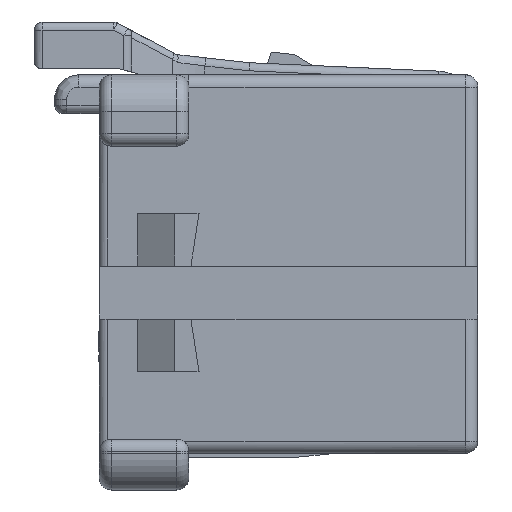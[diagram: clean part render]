
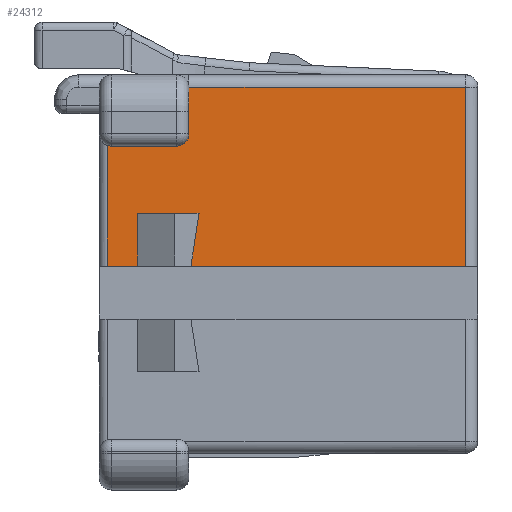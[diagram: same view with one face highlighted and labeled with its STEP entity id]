
A CAD part, left-side view. The second image highlights one B-rep face of the part: STEP entity #24312.
In plain terms, the highlighted planar face has unit normal (-1, 0, 0).
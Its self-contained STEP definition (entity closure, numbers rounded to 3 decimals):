
#663=CARTESIAN_POINT('',(-10.8,0.3,4.8));
#664=VERTEX_POINT('',#663);
#672=CARTESIAN_POINT('',(-10.8,0.3,0.4));
#673=VERTEX_POINT('',#672);
#674=CARTESIAN_POINT('',(-10.8,0.3,4.8));
#675=DIRECTION('',(0.,0.,-1.));
#676=VECTOR('',#675,4.4);
#677=LINE('',#674,#676);
#678=EDGE_CURVE('',#664,#673,#677,.T.);
#24087=CARTESIAN_POINT('',(-10.8,7.1,4.8));
#24088=VERTEX_POINT('',#24087);
#24121=CARTESIAN_POINT('',(-10.8,7.1,3.65));
#24122=VERTEX_POINT('',#24121);
#24123=CARTESIAN_POINT('',(-10.8,7.1,3.65));
#24124=DIRECTION('',(0.,0.,1.));
#24125=VECTOR('',#24124,1.15);
#24126=LINE('',#24123,#24125);
#24127=EDGE_CURVE('',#24122,#24088,#24126,.T.);
#24152=CARTESIAN_POINT('',(-10.8,7.4,3.35));
#24153=VERTEX_POINT('',#24152);
#24154=CARTESIAN_POINT('',(-10.8,7.4,3.65));
#24155=DIRECTION('',(0.,0.,-1.));
#24156=DIRECTION('',(-1.,0.,0.));
#24157=AXIS2_PLACEMENT_3D('',#24154,#24156,#24155);
#24158=CIRCLE('',#24157,0.3);
#24159=EDGE_CURVE('',#24153,#24122,#24158,.T.);
#24185=CARTESIAN_POINT('',(-10.8,9.,3.35));
#24186=VERTEX_POINT('',#24185);
#24187=CARTESIAN_POINT('',(-10.8,9.,3.35));
#24188=DIRECTION('',(0.,-1.,0.));
#24189=VECTOR('',#24188,1.6);
#24190=LINE('',#24187,#24189);
#24191=EDGE_CURVE('',#24186,#24153,#24190,.T.);
#24225=CARTESIAN_POINT('',(-10.8,9.1,3.367));
#24226=VERTEX_POINT('',#24225);
#24238=CARTESIAN_POINT('',(-10.8,9.,3.65));
#24239=DIRECTION('',(0.,0.333,-0.943));
#24240=DIRECTION('',(-1.,0.,0.));
#24241=AXIS2_PLACEMENT_3D('',#24238,#24240,#24239);
#24242=CIRCLE('',#24241,0.3);
#24243=EDGE_CURVE('',#24226,#24186,#24242,.T.);
#24248=CARTESIAN_POINT('',(-10.8,0.,5.1));
#24249=DIRECTION('',(0.,1.,0.));
#24250=DIRECTION('',(-1.,0.,0.));
#24251=AXIS2_PLACEMENT_3D('',#24248,#24250,#24249);
#24252=PLANE('',#24251);
#24253=CARTESIAN_POINT('',(-10.8,9.1,0.4));
#24254=VERTEX_POINT('',#24253);
#24255=CARTESIAN_POINT('',(-10.8,8.35,0.4));
#24256=VERTEX_POINT('',#24255);
#24257=CARTESIAN_POINT('',(-10.8,9.1,0.4));
#24258=DIRECTION('',(0.,-1.,0.));
#24259=VECTOR('',#24258,0.75);
#24260=LINE('',#24257,#24259);
#24261=EDGE_CURVE('',#24254,#24256,#24260,.T.);
#24262=ORIENTED_EDGE('',*,*,#24261,.T.);
#24263=CARTESIAN_POINT('',(-10.8,8.35,1.7));
#24264=VERTEX_POINT('',#24263);
#24265=CARTESIAN_POINT('',(-10.8,8.35,0.4));
#24266=DIRECTION('',(0.,0.,1.));
#24267=VECTOR('',#24266,1.3);
#24268=LINE('',#24265,#24267);
#24269=EDGE_CURVE('',#24256,#24264,#24268,.T.);
#24270=ORIENTED_EDGE('',*,*,#24269,.T.);
#24271=CARTESIAN_POINT('',(-10.8,6.85,1.7));
#24272=VERTEX_POINT('',#24271);
#24273=CARTESIAN_POINT('',(-10.8,8.35,1.7));
#24274=DIRECTION('',(0.,-1.,0.));
#24275=VECTOR('',#24274,1.5);
#24276=LINE('',#24273,#24275);
#24277=EDGE_CURVE('',#24264,#24272,#24276,.T.);
#24278=ORIENTED_EDGE('',*,*,#24277,.T.);
#24279=CARTESIAN_POINT('',(-10.8,7.05,0.4));
#24280=VERTEX_POINT('',#24279);
#24281=CARTESIAN_POINT('',(-10.8,6.85,1.7));
#24282=DIRECTION('',(0.,0.152,-0.988));
#24283=VECTOR('',#24282,1.315);
#24284=LINE('',#24281,#24283);
#24285=EDGE_CURVE('',#24272,#24280,#24284,.T.);
#24286=ORIENTED_EDGE('',*,*,#24285,.T.);
#24287=CARTESIAN_POINT('',(-10.8,7.05,0.4));
#24288=DIRECTION('',(0.,-1.,0.));
#24289=VECTOR('',#24288,6.75);
#24290=LINE('',#24287,#24289);
#24291=EDGE_CURVE('',#24280,#673,#24290,.T.);
#24292=ORIENTED_EDGE('',*,*,#24291,.T.);
#24293=ORIENTED_EDGE('',*,*,#678,.F.);
#24294=CARTESIAN_POINT('',(-10.8,0.3,4.8));
#24295=DIRECTION('',(0.,1.,0.));
#24296=VECTOR('',#24295,6.8);
#24297=LINE('',#24294,#24296);
#24298=EDGE_CURVE('',#664,#24088,#24297,.T.);
#24299=ORIENTED_EDGE('',*,*,#24298,.T.);
#24300=ORIENTED_EDGE('',*,*,#24127,.F.);
#24301=ORIENTED_EDGE('',*,*,#24159,.F.);
#24302=ORIENTED_EDGE('',*,*,#24191,.F.);
#24303=ORIENTED_EDGE('',*,*,#24243,.F.);
#24304=CARTESIAN_POINT('',(-10.8,9.1,3.367));
#24305=DIRECTION('',(0.,0.,-1.));
#24306=VECTOR('',#24305,2.967);
#24307=LINE('',#24304,#24306);
#24308=EDGE_CURVE('',#24226,#24254,#24307,.T.);
#24309=ORIENTED_EDGE('',*,*,#24308,.T.);
#24310=EDGE_LOOP('',(#24262,#24270,#24278,#24286,#24292,#24293,#24299,#24300,#24301,#24302,#24303,#24309));
#24311=FACE_OUTER_BOUND('',#24310,.T.);
#24312=ADVANCED_FACE('',(#24311),#24252,.T.);
